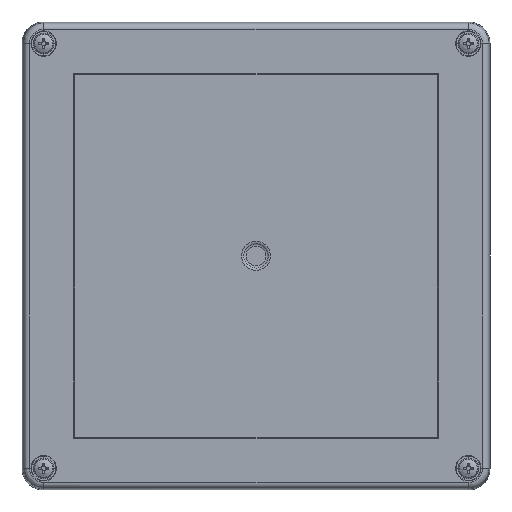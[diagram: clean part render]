
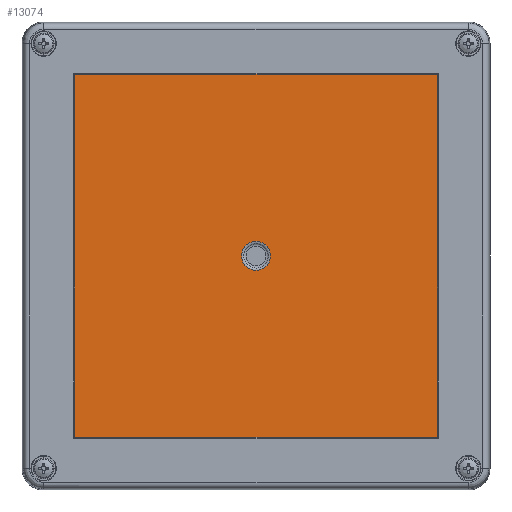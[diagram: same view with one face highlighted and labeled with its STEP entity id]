
A CAD part, top view. The second image highlights one B-rep face of the part: STEP entity #13074.
In plain terms, the highlighted planar face has unit normal (0, 0, 1).
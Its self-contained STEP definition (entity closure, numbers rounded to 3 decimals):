
#824=FACE_BOUND('',#4496,.T.);
#1395=LINE('',#22817,#2328);
#1396=LINE('',#22819,#2329);
#1397=LINE('',#22821,#2330);
#1398=LINE('',#22822,#2331);
#2328=VECTOR('',#16311,1000.);
#2329=VECTOR('',#16312,1000.);
#2330=VECTOR('',#16313,1000.);
#2331=VECTOR('',#16314,1000.);
#3032=PLANE('',#14152);
#3629=FACE_OUTER_BOUND('',#4495,.T.);
#4495=EDGE_LOOP('',(#10268,#10269,#10270,#10271));
#4496=EDGE_LOOP('',(#10272));
#5439=CIRCLE('',#14150,4.164);
#6209=VERTEX_POINT('',#22811);
#6210=VERTEX_POINT('',#22815);
#6211=VERTEX_POINT('',#22816);
#6212=VERTEX_POINT('',#22818);
#6213=VERTEX_POINT('',#22820);
#7641=EDGE_CURVE('',#6209,#6209,#5439,.T.);
#7643=EDGE_CURVE('',#6210,#6211,#1395,.T.);
#7644=EDGE_CURVE('',#6212,#6210,#1396,.T.);
#7645=EDGE_CURVE('',#6213,#6212,#1397,.T.);
#7646=EDGE_CURVE('',#6211,#6213,#1398,.T.);
#10268=ORIENTED_EDGE('',*,*,#7643,.F.);
#10269=ORIENTED_EDGE('',*,*,#7644,.F.);
#10270=ORIENTED_EDGE('',*,*,#7645,.F.);
#10271=ORIENTED_EDGE('',*,*,#7646,.F.);
#10272=ORIENTED_EDGE('',*,*,#7641,.F.);
#13074=ADVANCED_FACE('',(#3629,#824),#3032,.T.);
#14150=AXIS2_PLACEMENT_3D('',#22812,#16305,#16306);
#14152=AXIS2_PLACEMENT_3D('',#22814,#16309,#16310);
#16305=DIRECTION('center_axis',(0.,0.,1.));
#16306=DIRECTION('ref_axis',(-1.,0.,0.));
#16309=DIRECTION('center_axis',(0.,0.,1.));
#16310=DIRECTION('ref_axis',(-1.,0.,0.));
#16311=DIRECTION('',(0.,1.,0.));
#16312=DIRECTION('',(-1.,0.,0.));
#16313=DIRECTION('',(0.,-1.,0.));
#16314=DIRECTION('',(1.,0.,0.));
#22811=CARTESIAN_POINT('',(4.164,0.,29.583));
#22812=CARTESIAN_POINT('Origin',(0.,0.,
29.583));
#22814=CARTESIAN_POINT('Origin',(0.,0.,
29.583));
#22815=CARTESIAN_POINT('',(-52.25,-52.25,29.583));
#22816=CARTESIAN_POINT('',(-52.25,52.25,29.583));
#22817=CARTESIAN_POINT('',(-52.25,0.,29.583));
#22818=CARTESIAN_POINT('',(52.25,-52.25,29.583));
#22819=CARTESIAN_POINT('',(0.,-52.25,29.583));
#22820=CARTESIAN_POINT('',(52.25,52.25,29.583));
#22821=CARTESIAN_POINT('',(52.25,0.,29.583));
#22822=CARTESIAN_POINT('',(0.,52.25,29.583));
